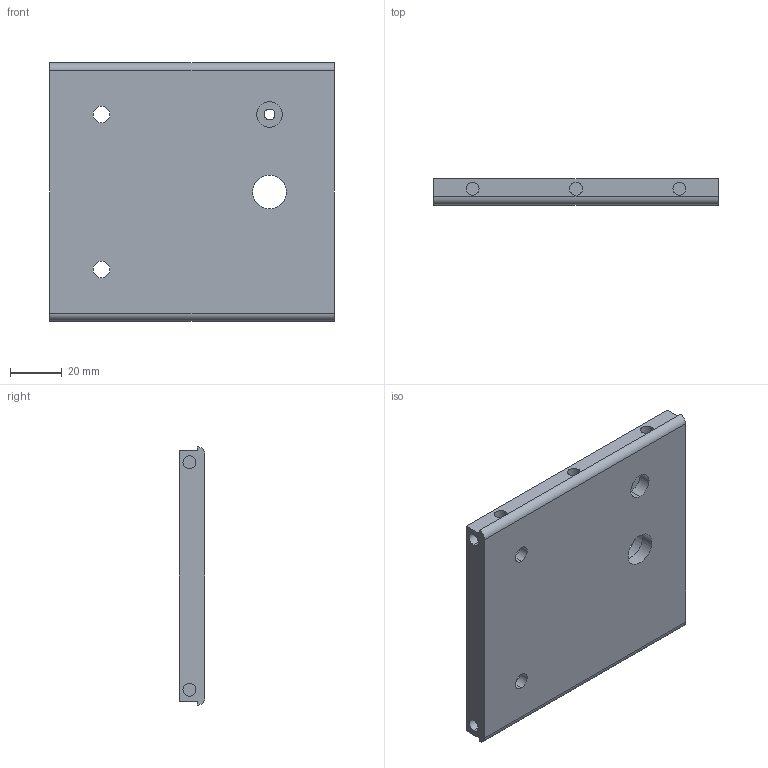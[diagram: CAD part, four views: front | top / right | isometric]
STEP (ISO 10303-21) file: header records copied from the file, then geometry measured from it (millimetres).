
FILE_DESCRIPTION (( 'STEP AP214' ), '1' );
FILE_NAME ('Housing Side 1.STEP', '2025-01-30T20:29:57', ( '' ), ( '' ), 'SwSTEP 2.0', 'SolidWorks 2022', '' );
FILE_SCHEMA (( 'AUTOMOTIVE_DESIGN' ));
Length unit declared in the file: millimetre
Products named in the file (1): Housing Side 1
Bounding box: 110 x 10 x 100 mm (x, y, z)
Volume: 102784.4 mm3; surface area: 27496.6 mm2
Topology: 1 solids, 1 shells, 68 faces, 156 edges, 104 vertices
Faces by surface type: cylinder 34, plane 34
Entity records: 1998 total; most frequent: DIRECTION 362, CARTESIAN_POINT 329, ORIENTED_EDGE 312, EDGE_CURVE 156, AXIS2_PLACEMENT_3D 137, VERTEX_POINT 104, EDGE_LOOP 90, VECTOR 88
